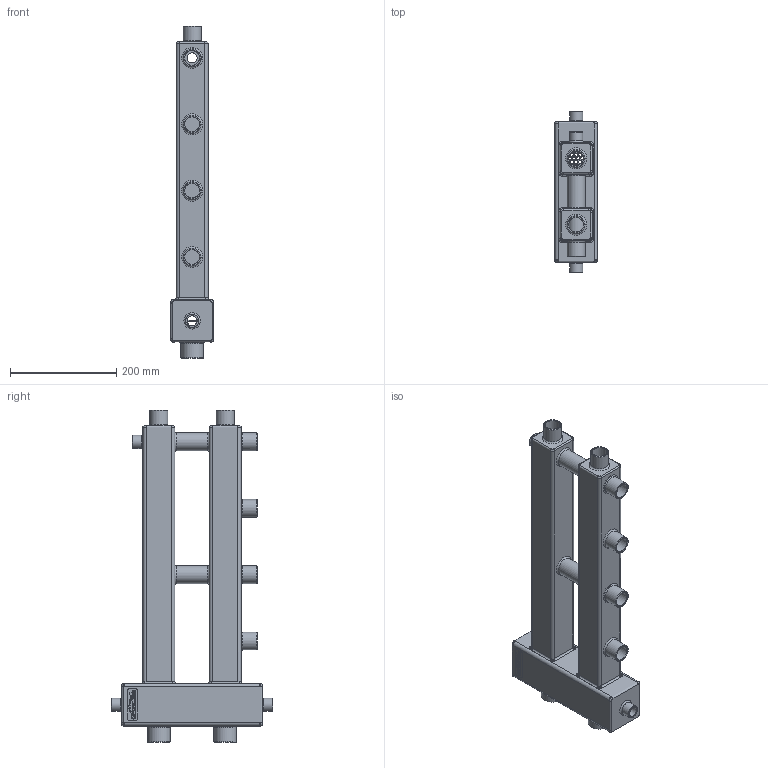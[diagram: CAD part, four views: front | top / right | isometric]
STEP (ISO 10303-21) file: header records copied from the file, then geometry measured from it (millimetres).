
FILE_DESCRIPTION(('STEP AP203'), '1');
FILE_NAME('BM-60-3D.18', '', ('UNSPECIFIED'), ('UNSPECIFIED'), 'ASCON STEP Converter 1.6', 'ASCON Math Kernel', '');
FILE_SCHEMA(('CONFIG_CONTROL_DESIGN'));
Length unit declared in the file: millimetre
Bounding box: 80.55 x 304 x 625 mm (x, y, z)
Volume: 1085586.2 mm3; surface area: 731175.5 mm2
Topology: 1 solids, 1 shells, 725 faces, 1962 edges, 1286 vertices
Faces by surface type: cylinder 257, plane 223, bspline 187, cone 35, torus 23
Full cylindrical faces by diameter (mm): 6 x136, 18.632 x3, 24 x2, 25 x3, 27.5 x6, 30 x6, 33.5 x10, 34 x4, 36.3 x2, 40 x2, 42.3 x2, 52 x2
Entity records: 34328 total; most frequent: CARTESIAN_POINT 11669, ORIENTED_EDGE 3468, DIRECTION 2802, EDGE_CURVE 1734, EDGE_LOOP 1306, VERTEX_POINT 1286, AXIS2_PLACEMENT_3D 1077, FACE_BOUND 882
